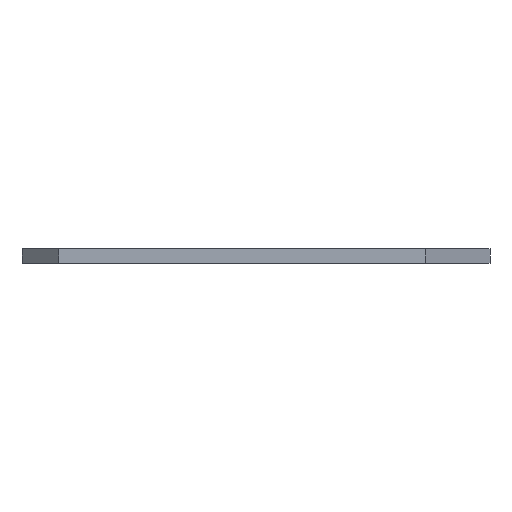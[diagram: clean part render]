
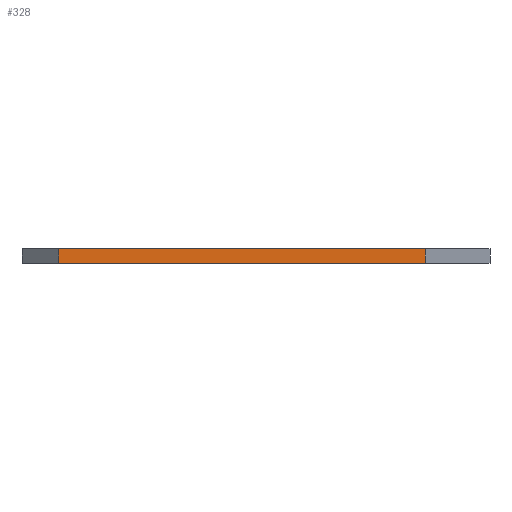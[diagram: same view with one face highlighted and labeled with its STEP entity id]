
A CAD part, front view. The second image highlights one B-rep face of the part: STEP entity #328.
In plain terms, the highlighted planar face has unit normal (0, -1, 0).
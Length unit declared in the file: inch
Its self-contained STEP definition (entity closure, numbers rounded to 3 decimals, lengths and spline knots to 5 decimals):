
#25 = EDGE_CURVE ( 'NONE', #1138, #708, #942, .T. ) ;
#77 = CARTESIAN_POINT ( 'NONE',  ( -0.01155, -0.5, 0.04921 ) ) ;
#172 = CARTESIAN_POINT ( 'NONE',  ( -2.49, -0.5, 0.04921 ) ) ;
#192 = EDGE_CURVE ( 'NONE', #708, #1044, #796, .T. ) ;
#243 = EDGE_CURVE ( 'NONE', #464, #1044, #1350, .T. ) ;
#323 = CARTESIAN_POINT ( 'NONE',  ( 0., -0.5, 0.04921 ) ) ;
#328 = ADVANCED_FACE ( 'NONE', ( #1019 ), #1249, .F. ) ;
#375 = VECTOR ( 'NONE', #1244, 39.37008 ) ;
#393 = CARTESIAN_POINT ( 'NONE',  ( 0., -0.5, -0.04921 ) ) ;
#458 = CARTESIAN_POINT ( 'NONE',  ( -0.01155, -0.5, -0.04921 ) ) ;
#464 = VERTEX_POINT ( 'NONE', #738 ) ;
#474 = LINE ( 'NONE', #1223, #1285 ) ;
#486 = ORIENTED_EDGE ( 'NONE', *, *, #243, .T. ) ;
#583 = EDGE_LOOP ( 'NONE', ( #856, #727, #486, #734 ) ) ;
#613 = DIRECTION ( 'NONE',  ( 0., 0., 1. ) ) ;
#615 = EDGE_CURVE ( 'NONE', #1138, #464, #474, .T. ) ;
#683 = AXIS2_PLACEMENT_3D ( 'NONE', #724, #1148, #613 ) ;
#708 = VERTEX_POINT ( 'NONE', #77 ) ;
#711 = VECTOR ( 'NONE', #802, 39.37008 ) ;
#724 = CARTESIAN_POINT ( 'NONE',  ( 0., -0.5, 0.04921 ) ) ;
#727 = ORIENTED_EDGE ( 'NONE', *, *, #615, .T. ) ;
#734 = ORIENTED_EDGE ( 'NONE', *, *, #192, .F. ) ;
#738 = CARTESIAN_POINT ( 'NONE',  ( -2.49, -0.5, -0.04921 ) ) ;
#796 = LINE ( 'NONE', #808, #711 ) ;
#802 = DIRECTION ( 'NONE',  ( 0., 0., -1. ) ) ;
#808 = CARTESIAN_POINT ( 'NONE',  ( -0.01155, -0.5, 0.04921 ) ) ;
#856 = ORIENTED_EDGE ( 'NONE', *, *, #25, .F. ) ;
#896 = DIRECTION ( 'NONE',  ( 0., 0., -1. ) ) ;
#942 = LINE ( 'NONE', #323, #1064 ) ;
#956 = DIRECTION ( 'NONE',  ( 1., 0., 0. ) ) ;
#1019 = FACE_OUTER_BOUND ( 'NONE', #583, .T. ) ;
#1044 = VERTEX_POINT ( 'NONE', #458 ) ;
#1064 = VECTOR ( 'NONE', #956, 39.37008 ) ;
#1138 = VERTEX_POINT ( 'NONE', #172 ) ;
#1148 = DIRECTION ( 'NONE',  ( 0., 1., 0. ) ) ;
#1223 = CARTESIAN_POINT ( 'NONE',  ( -2.49, -0.5, -0.04921 ) ) ;
#1244 = DIRECTION ( 'NONE',  ( 1., 0., 0. ) ) ;
#1249 = PLANE ( 'NONE',  #683 ) ;
#1285 = VECTOR ( 'NONE', #896, 39.37008 ) ;
#1350 = LINE ( 'NONE', #393, #375 ) ;
